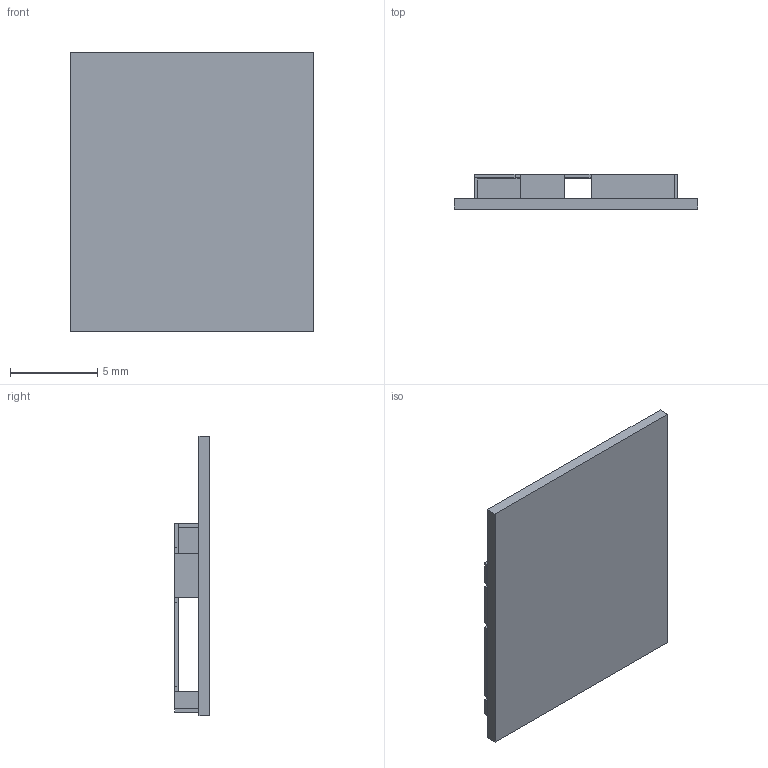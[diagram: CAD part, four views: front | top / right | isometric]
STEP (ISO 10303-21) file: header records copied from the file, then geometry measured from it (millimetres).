
FILE_DESCRIPTION((''),'2;1');
FILE_NAME('BT40','2023-07-19T11:09:15',('SF-PC'),(''),'CREO PARAMETRIC BY PTC INC, 2021404','CREO PARAMETRIC BY PTC INC, 2021404','');
FILE_SCHEMA(('CONFIG_CONTROL_DESIGN','SHAPE_APPEARANCE_LAYERS_GROUPS'));
Length unit declared in the file: millimetre
Products named in the file (1): BT40
Bounding box: 14 x 2 x 16.04 mm (x, y, z)
Volume: 164.9 mm3; surface area: 791.9 mm2
Topology: 1 solids, 1 shells, 62 faces, 179 edges, 113 vertices
Faces by surface type: plane 62
Entity records: 2050 total; most frequent: ORIENTED_EDGE 358, CARTESIAN_POINT 357, DIRECTION 303, VECTOR 179, LINE 179, EDGE_CURVE 179, VERTEX_POINT 116, EDGE_LOOP 67
